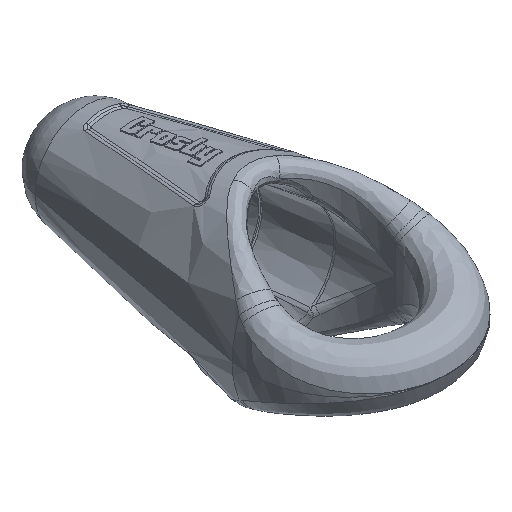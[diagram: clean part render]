
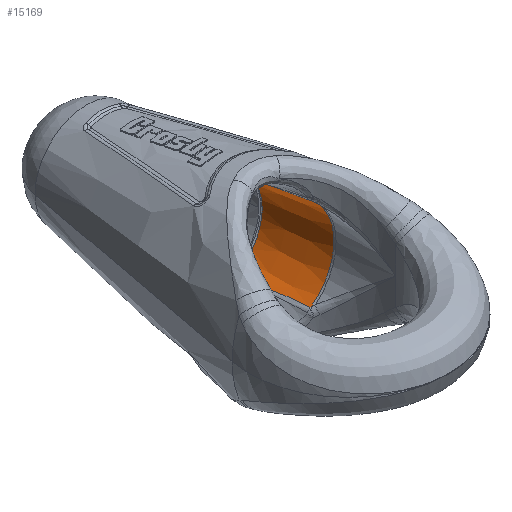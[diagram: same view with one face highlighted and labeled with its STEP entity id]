
A CAD part, isometric view. The second image highlights one B-rep face of the part: STEP entity #15169.
In plain terms, the highlighted conical face has half-angle 7.5 degrees and reference radius 89.584 mm.
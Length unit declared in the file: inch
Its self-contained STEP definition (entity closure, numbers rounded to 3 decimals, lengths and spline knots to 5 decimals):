
#1103=CARTESIAN_POINT('',(2.29077,7.86454,-3.03371));
#1105=CARTESIAN_POINT('',(2.29077,7.86454,-3.03371));
#1106=CARTESIAN_POINT('',(2.28659,7.86916,-3.0361));
#1107=CARTESIAN_POINT('',(2.27822,7.87838,-3.04087));
#1108=CARTESIAN_POINT('',(2.26566,7.89214,-3.04799));
#1109=CARTESIAN_POINT('',(2.25727,7.90127,-3.05271));
#1110=CARTESIAN_POINT('',(2.25307,7.90582,-3.05506));
#1124=CARTESIAN_POINT('',(0.,12.035,0.));
#1125=DIRECTION('',(0.,-1.,0.));
#1126=DIRECTION('',(0.408,0.,-0.913));
#1127=AXIS2_PLACEMENT_3D('',#1124,#1125,#1126);
#1129=CARTESIAN_POINT('',(0.,7.86454,0.));
#1130=DIRECTION('',(0.,1.,0.));
#1131=DIRECTION('',(0.603,0.,0.798));
#1132=AXIS2_PLACEMENT_3D('',#1129,#1130,#1131);
#1134=CARTESIAN_POINT('',(1.32666,12.035,-2.96956));
#1141=CARTESIAN_POINT('',(1.32666,12.035,-2.96956));
#1142=CARTESIAN_POINT('',(1.4603,11.66154,-2.96374));
#1143=CARTESIAN_POINT('',(1.71078,10.85922,-2.95161));
#1144=CARTESIAN_POINT('',(2.02327,9.4863,-2.96535));
#1145=CARTESIAN_POINT('',(2.18558,8.4522,-3.01549));
#1146=CARTESIAN_POINT('',(2.25307,7.90582,-3.05506));
#1550=CARTESIAN_POINT('',(1.32666,12.035,2.96956));
#1564=CARTESIAN_POINT('',(2.25307,7.90582,3.05506));
#1565=CARTESIAN_POINT('',(2.18581,8.45039,3.01562));
#1566=CARTESIAN_POINT('',(2.02401,9.4821,2.96549));
#1567=CARTESIAN_POINT('',(1.71198,10.85489,2.95157));
#1568=CARTESIAN_POINT('',(1.46094,11.65974,2.96372));
#1569=CARTESIAN_POINT('',(1.32666,12.035,2.96956));
#1576=CARTESIAN_POINT('',(2.25307,7.90582,3.05506));
#1577=CARTESIAN_POINT('',(2.25727,7.90127,3.05271));
#1578=CARTESIAN_POINT('',(2.26566,7.89214,3.04799));
#1579=CARTESIAN_POINT('',(2.27822,7.87838,3.04087));
#1580=CARTESIAN_POINT('',(2.28659,7.86916,3.0361));
#1581=CARTESIAN_POINT('',(2.29077,7.86454,3.03371));
#10248=VERTEX_POINT('',#1103);
#10254=CARTESIAN_POINT('',(2.29077,7.86454,3.03371));
#10256=VERTEX_POINT('',#10254);
#10289=VERTEX_POINT('',#1110);
#10292=VERTEX_POINT('',#1576);
#10372=VERTEX_POINT('',#1550);
#10373=VERTEX_POINT('',#1134);
#15151=CARTESIAN_POINT('',(0.,9.94977,0.));
#15152=DIRECTION('',(0.,-1.,0.));
#15153=DIRECTION('',(-1.,0.,0.));
#15154=AXIS2_PLACEMENT_3D('',#15151,#15152,#15153);
#15155=CONICAL_SURFACE('',#15154,3.52692,7.5);
#15157=ORIENTED_EDGE('',*,*,#15156,.T.);
#15159=ORIENTED_EDGE('',*,*,#15158,.F.);
#15161=ORIENTED_EDGE('',*,*,#15160,.T.);
#15163=ORIENTED_EDGE('',*,*,#15162,.T.);
#15164=ORIENTED_EDGE('',*,*,#15142,.T.);
#15166=ORIENTED_EDGE('',*,*,#15165,.F.);
#15167=EDGE_LOOP('',(#15157,#15159,#15161,#15163,#15164,#15166));
#15168=FACE_OUTER_BOUND('',#15167,.F.);
#15169=ADVANCED_FACE('',(#15168),#15155,.F.);
#1111=B_SPLINE_CURVE_WITH_KNOTS('',3,(#1105,#1106,#1107,#1108,#1109,#1110),
.UNSPECIFIED.,.F.,.F.,(4,1,1,4),(0.,0.33333,0.66667,1.),
.UNSPECIFIED.);
#1128=CIRCLE('',#1127,3.25239);
#1133=CIRCLE('',#1132,3.80144);
#1147=B_SPLINE_CURVE_WITH_KNOTS('',3,(#1141,#1142,#1143,#1144,#1145,#1146),
.UNSPECIFIED.,.F.,.F.,(4,1,1,4),(0.,0.33333,0.66667,1.),
.UNSPECIFIED.);
#1570=B_SPLINE_CURVE_WITH_KNOTS('',3,(#1564,#1565,#1566,#1567,#1568,#1569),
.UNSPECIFIED.,.F.,.F.,(4,1,1,4),(0.,0.33333,0.66667,1.),
.UNSPECIFIED.);
#1582=B_SPLINE_CURVE_WITH_KNOTS('',3,(#1576,#1577,#1578,#1579,#1580,#1581),
.UNSPECIFIED.,.F.,.F.,(4,1,1,4),(0.,0.33333,0.66667,1.),
.UNSPECIFIED.);
#15142=EDGE_CURVE('',#10248,#10289,#1111,.T.);
#15156=EDGE_CURVE('',#10373,#10372,#1128,.T.);
#15158=EDGE_CURVE('',#10292,#10372,#1570,.T.);
#15160=EDGE_CURVE('',#10292,#10256,#1582,.T.);
#15162=EDGE_CURVE('',#10256,#10248,#1133,.T.);
#15165=EDGE_CURVE('',#10373,#10289,#1147,.T.);
